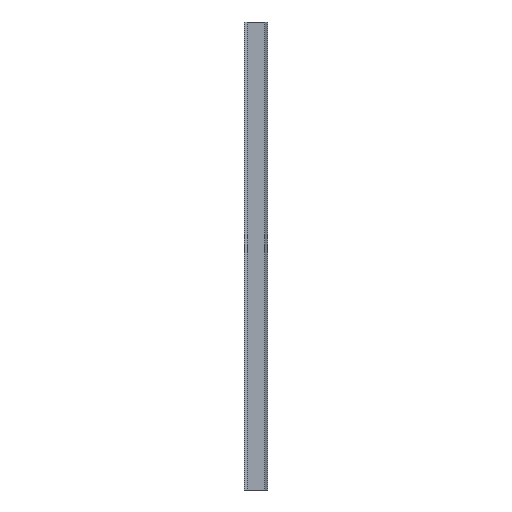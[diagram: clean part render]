
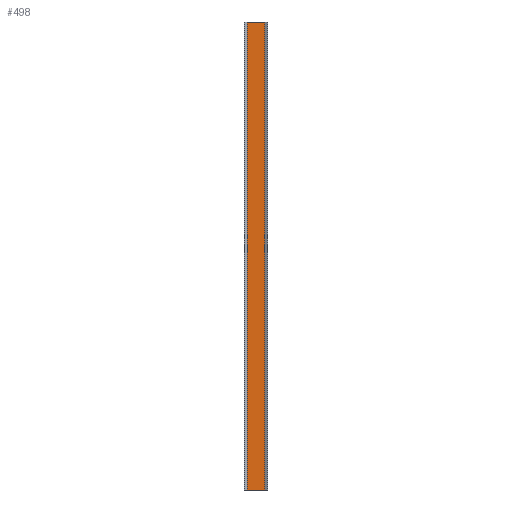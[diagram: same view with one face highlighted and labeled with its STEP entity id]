
A CAD part, front view. The second image highlights one B-rep face of the part: STEP entity #498.
In plain terms, the highlighted planar face has unit normal (0, -1, 0).
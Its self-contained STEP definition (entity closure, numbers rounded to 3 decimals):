
#301 = ORIENTED_EDGE ( 'NONE', *, *, #2815, .T. ) ;
#386 = CARTESIAN_POINT ( 'NONE',  ( 11.4, 0., 0. ) ) ;
#398 = ORIENTED_EDGE ( 'NONE', *, *, #2813, .F. ) ;
#474 = DIRECTION ( 'NONE',  ( -1., 0., 0. ) ) ;
#481 = DIRECTION ( 'NONE',  ( 0., 1., 0. ) ) ;
#498 = ADVANCED_FACE ( 'NONE', ( #2454 ), #548, .F. ) ;
#523 = CARTESIAN_POINT ( 'NONE',  ( 11.4, 0., 500. ) ) ;
#528 = CARTESIAN_POINT ( 'NONE',  ( 11.4, 0., 500. ) ) ;
#548 = PLANE ( 'NONE',  #2507 ) ;
#749 = VECTOR ( 'NONE', #2189, 1000. ) ;
#826 = VERTEX_POINT ( 'NONE', #523 ) ;
#845 = VECTOR ( 'NONE', #2707, 1000. ) ;
#882 = CARTESIAN_POINT ( 'NONE',  ( 11.4, 0., 500. ) ) ;
#938 = VECTOR ( 'NONE', #1916, 1000. ) ;
#1154 = CARTESIAN_POINT ( 'NONE',  ( 11.4, 0., 500. ) ) ;
#1253 = CARTESIAN_POINT ( 'NONE',  ( -11.4, 0., 500. ) ) ;
#1416 = ORIENTED_EDGE ( 'NONE', *, *, #2808, .T. ) ;
#1512 = ORIENTED_EDGE ( 'NONE', *, *, #2810, .F. ) ;
#1549 = LINE ( 'NONE', #386, #845 ) ;
#1916 = DIRECTION ( 'NONE',  ( 0., 0., -1. ) ) ;
#1928 = CARTESIAN_POINT ( 'NONE',  ( -11.4, 0., 500. ) ) ;
#2157 = VECTOR ( 'NONE', #3236, 1000. ) ;
#2189 = DIRECTION ( 'NONE',  ( 0., 0., -1. ) ) ;
#2249 = LINE ( 'NONE', #1154, #938 ) ;
#2454 = FACE_OUTER_BOUND ( 'NONE', #2977, .T. ) ;
#2507 = AXIS2_PLACEMENT_3D ( 'NONE', #528, #481, #474 ) ;
#2551 = VERTEX_POINT ( 'NONE', #1253 ) ;
#2677 = CARTESIAN_POINT ( 'NONE',  ( -11.4, 0., 0. ) ) ;
#2707 = DIRECTION ( 'NONE',  ( 1., 0., 0. ) ) ;
#2713 = VERTEX_POINT ( 'NONE', #3195 ) ;
#2782 = VERTEX_POINT ( 'NONE', #2677 ) ;
#2808 = EDGE_CURVE ( 'NONE', #2782, #2713, #1549, .T. ) ;
#2810 = EDGE_CURVE ( 'NONE', #826, #2713, #2249, .T. ) ;
#2813 = EDGE_CURVE ( 'NONE', #2551, #826, #2953, .T. ) ;
#2815 = EDGE_CURVE ( 'NONE', #2551, #2782, #2852, .T. ) ;
#2852 = LINE ( 'NONE', #1928, #749 ) ;
#2953 = LINE ( 'NONE', #882, #2157 ) ;
#2977 = EDGE_LOOP ( 'NONE', ( #1416, #1512, #398, #301 ) ) ;
#3195 = CARTESIAN_POINT ( 'NONE',  ( 11.4, 0., 0. ) ) ;
#3236 = DIRECTION ( 'NONE',  ( 1., 0., 0. ) ) ;
